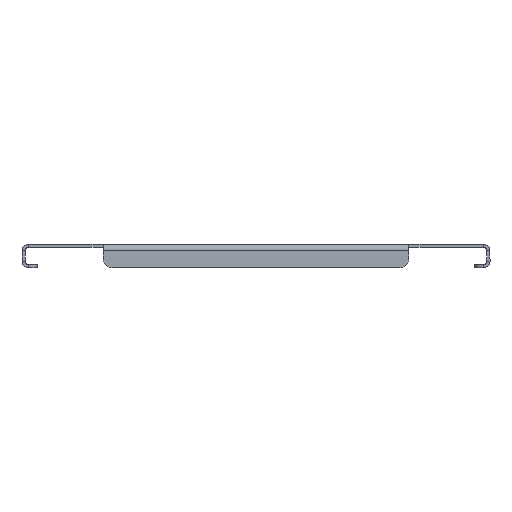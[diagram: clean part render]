
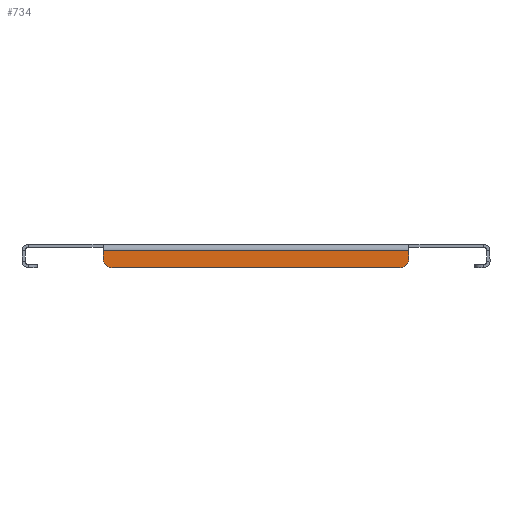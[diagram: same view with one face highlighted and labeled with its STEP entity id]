
A CAD part, left-side view. The second image highlights one B-rep face of the part: STEP entity #734.
In plain terms, the highlighted planar face has unit normal (-1, 0, 0).
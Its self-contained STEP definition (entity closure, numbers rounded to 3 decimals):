
#27 = DIRECTION ( 'NONE',  ( 0., 0., 1. ) ) ;
#51 = DIRECTION ( 'NONE',  ( 0., 1., 0. ) ) ;
#112 = LINE ( 'NONE', #1442, #732 ) ;
#120 = DIRECTION ( 'NONE',  ( 0., 0., -1. ) ) ;
#234 = EDGE_CURVE ( 'NONE', #1254, #1744, #112, .T. ) ;
#244 = ORIENTED_EDGE ( 'NONE', *, *, #434, .T. ) ;
#249 = CARTESIAN_POINT ( 'NONE',  ( -149.5, -98., -15. ) ) ;
#259 = VECTOR ( 'NONE', #569, 1000. ) ;
#263 = VERTEX_POINT ( 'NONE', #2835 ) ;
#309 = CARTESIAN_POINT ( 'NONE',  ( -149.5, 0., 0. ) ) ;
#359 = CIRCLE ( 'NONE', #787, 6. ) ;
#419 = EDGE_CURVE ( 'NONE', #544, #1001, #2633, .T. ) ;
#434 = EDGE_CURVE ( 'NONE', #1001, #1744, #359, .T. ) ;
#471 = EDGE_CURVE ( 'NONE', #263, #735, #2300, .T. ) ;
#496 = DIRECTION ( 'NONE',  ( 0., 0., -1. ) ) ;
#544 = VERTEX_POINT ( 'NONE', #2482 ) ;
#569 = DIRECTION ( 'NONE',  ( 0., 0., -1. ) ) ;
#581 = CARTESIAN_POINT ( 'NONE',  ( -149.5, 98., -15. ) ) ;
#620 = DIRECTION ( 'NONE',  ( 0., -1., 0. ) ) ;
#665 = PLANE ( 'NONE',  #922 ) ;
#723 = ORIENTED_EDGE ( 'NONE', *, *, #471, .T. ) ;
#732 = VECTOR ( 'NONE', #51, 1000. ) ;
#734 = ADVANCED_FACE ( 'NONE', ( #1798 ), #665, .F. ) ;
#735 = VERTEX_POINT ( 'NONE', #962 ) ;
#787 = AXIS2_PLACEMENT_3D ( 'NONE', #1134, #2558, #2962 ) ;
#824 = EDGE_CURVE ( 'NONE', #1254, #263, #970, .T. ) ;
#922 = AXIS2_PLACEMENT_3D ( 'NONE', #309, #2623, #120 ) ;
#962 = CARTESIAN_POINT ( 'NONE',  ( -149.5, -98., -4. ) ) ;
#970 = CIRCLE ( 'NONE', #1356, 6. ) ;
#1001 = VERTEX_POINT ( 'NONE', #1550 ) ;
#1134 = CARTESIAN_POINT ( 'NONE',  ( -149.5, 92., -9. ) ) ;
#1223 = DIRECTION ( 'NONE',  ( -1., 0., 0. ) ) ;
#1254 = VERTEX_POINT ( 'NONE', #1803 ) ;
#1330 = CARTESIAN_POINT ( 'NONE',  ( -149.5, 92., -15. ) ) ;
#1356 = AXIS2_PLACEMENT_3D ( 'NONE', #1464, #1223, #496 ) ;
#1442 = CARTESIAN_POINT ( 'NONE',  ( -149.5, -150., -15. ) ) ;
#1464 = CARTESIAN_POINT ( 'NONE',  ( -149.5, -92., -9. ) ) ;
#1550 = CARTESIAN_POINT ( 'NONE',  ( -149.5, 98., -9. ) ) ;
#1744 = VERTEX_POINT ( 'NONE', #1330 ) ;
#1747 = VECTOR ( 'NONE', #620, 1000. ) ;
#1748 = ORIENTED_EDGE ( 'NONE', *, *, #419, .T. ) ;
#1798 = FACE_OUTER_BOUND ( 'NONE', #2635, .T. ) ;
#1803 = CARTESIAN_POINT ( 'NONE',  ( -149.5, -92., -15. ) ) ;
#1962 = ORIENTED_EDGE ( 'NONE', *, *, #2661, .F. ) ;
#2173 = VECTOR ( 'NONE', #27, 1000. ) ;
#2187 = LINE ( 'NONE', #2704, #1747 ) ;
#2300 = LINE ( 'NONE', #249, #2173 ) ;
#2468 = ORIENTED_EDGE ( 'NONE', *, *, #234, .F. ) ;
#2482 = CARTESIAN_POINT ( 'NONE',  ( -149.5, 98., -4. ) ) ;
#2558 = DIRECTION ( 'NONE',  ( -1., 0., 0. ) ) ;
#2623 = DIRECTION ( 'NONE',  ( 1., 0., 0. ) ) ;
#2633 = LINE ( 'NONE', #581, #259 ) ;
#2635 = EDGE_LOOP ( 'NONE', ( #2468, #2643, #723, #1962, #1748, #244 ) ) ;
#2643 = ORIENTED_EDGE ( 'NONE', *, *, #824, .T. ) ;
#2661 = EDGE_CURVE ( 'NONE', #544, #735, #2187, .T. ) ;
#2704 = CARTESIAN_POINT ( 'NONE',  ( -149.5, -150., -4. ) ) ;
#2835 = CARTESIAN_POINT ( 'NONE',  ( -149.5, -98., -9. ) ) ;
#2962 = DIRECTION ( 'NONE',  ( 0., 0., -1. ) ) ;
